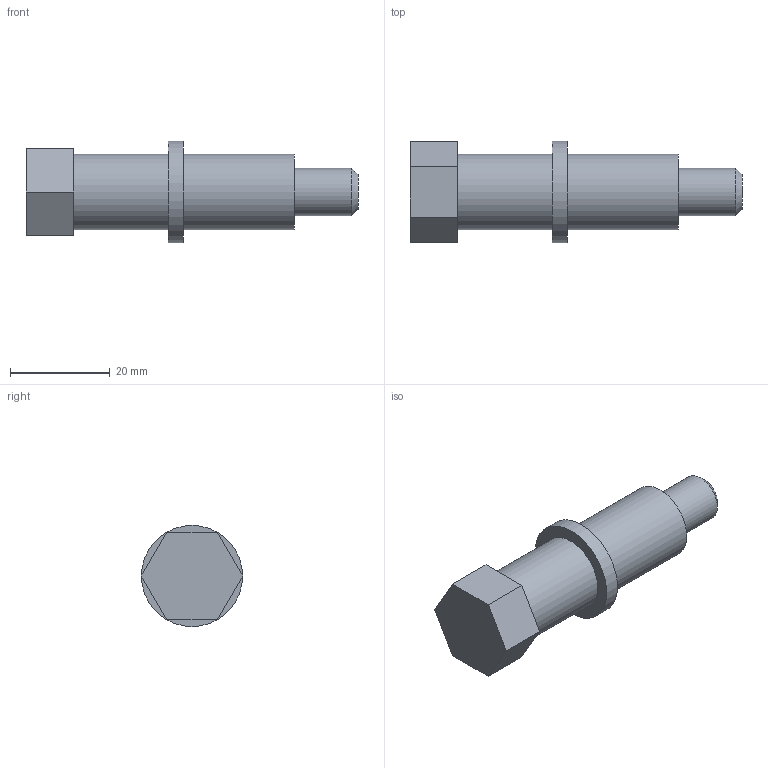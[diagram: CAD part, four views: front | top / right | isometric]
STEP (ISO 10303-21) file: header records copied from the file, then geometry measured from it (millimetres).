
FILE_DESCRIPTION(/* description */ (''),/* implementation_level */ '2;1');
FILE_NAME(/* name */ 'TOLERANCE CALCULATOR.stp',/* time_stamp */ '2023-09-27T19:11:02-06:00',/* author */ ('ARViau'),/* organization */ (''),/* preprocessor_version */ 'ST-DEVELOPER v19.2',/* originating_system */ 'Autodesk Inventor 2024',/* authorisation */ '');
FILE_SCHEMA (('AUTOMOTIVE_DESIGN { 1 0 10303 214 3 1 1 }'));
Length unit declared in the file: inch
Products named in the file (5): TOLERANCE CALCULATOR; Perno; Buje azul; Arandela; Buje verde
Assembly tree (4 placements, depth 2):
  TOLERANCE CALCULATOR
    Perno
    Buje azul
    Arandela
    Buje verde
Bounding box: 66.67 x 20.32 x 20.32 mm (x, y, z)
Volume: 11971.2 mm3; surface area: 7803.5 mm2
Topology: 4 solids, 4 shells, 25 faces, 45 edges, 30 vertices
Faces by surface type: plane 16, cylinder 8, cone 1
Full cylindrical faces by diameter (mm): 9.525 x1, 12.7 x4, 15.24 x2, 20.32 x1
Entity records: 844 total; most frequent: DIRECTION 131, CARTESIAN_POINT 109, ORIENTED_EDGE 90, AXIS2_PLACEMENT_3D 52, EDGE_CURVE 45, EDGE_LOOP 33, VERTEX_POINT 30, LINE 27
